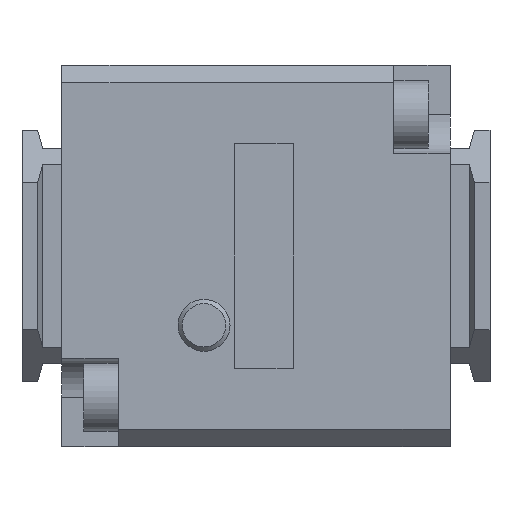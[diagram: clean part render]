
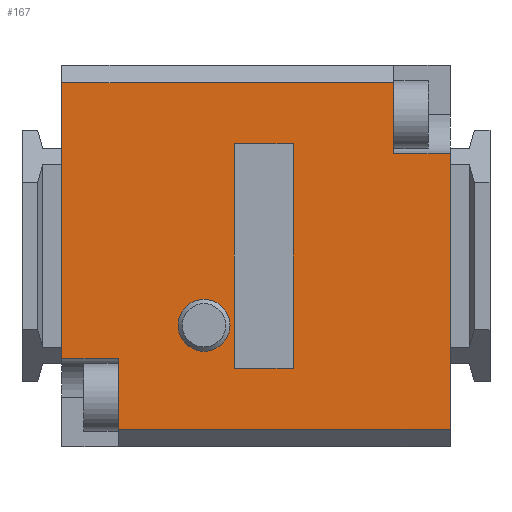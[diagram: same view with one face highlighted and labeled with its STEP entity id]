
A CAD part, front view. The second image highlights one B-rep face of the part: STEP entity #167.
In plain terms, the highlighted planar face has unit normal (0, -1, 0).
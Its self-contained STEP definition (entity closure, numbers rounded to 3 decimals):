
#167 = ADVANCED_FACE( '', ( #408, #409, #410 ), #411, .F. );
#408 = FACE_BOUND( '', #699, .T. );
#409 = FACE_BOUND( '', #700, .T. );
#410 = FACE_OUTER_BOUND( '', #701, .T. );
#411 = PLANE( '', #702 );
#699 = EDGE_LOOP( '', ( #1535 ) );
#700 = EDGE_LOOP( '', ( #1536, #1537, #1538, #1539 ) );
#701 = EDGE_LOOP( '', ( #1540, #1541, #1542, #1543, #1544, #1545, #1546, #1547 ) );
#702 = AXIS2_PLACEMENT_3D( '', #1548, #1549, #1550 );
#1535 = ORIENTED_EDGE( '', *, *, #2029, .F. );
#1536 = ORIENTED_EDGE( '', *, *, #1777, .F. );
#1537 = ORIENTED_EDGE( '', *, *, #2030, .T. );
#1538 = ORIENTED_EDGE( '', *, *, #1768, .F. );
#1539 = ORIENTED_EDGE( '', *, *, #2031, .F. );
#1540 = ORIENTED_EDGE( '', *, *, #1923, .F. );
#1541 = ORIENTED_EDGE( '', *, *, #1916, .T. );
#1542 = ORIENTED_EDGE( '', *, *, #2028, .F. );
#1543 = ORIENTED_EDGE( '', *, *, #2004, .F. );
#1544 = ORIENTED_EDGE( '', *, *, #1990, .F. );
#1545 = ORIENTED_EDGE( '', *, *, #1980, .F. );
#1546 = ORIENTED_EDGE( '', *, *, #2032, .T. );
#1547 = ORIENTED_EDGE( '', *, *, #2014, .T. );
#1548 = CARTESIAN_POINT( '', ( 22.4, -22., 20. ) );
#1549 = DIRECTION( '', ( 0., 1., 0. ) );
#1550 = DIRECTION( '', ( 0., 0., 1. ) );
#1768 = EDGE_CURVE( '', #2071, #2073, #2074, .T. );
#1777 = EDGE_CURVE( '', #2088, #2091, #2092, .T. );
#1916 = EDGE_CURVE( '', #2329, #2327, #2330, .T. );
#1923 = EDGE_CURVE( '', #2329, #2338, #2341, .T. );
#1980 = EDGE_CURVE( '', #2437, #2439, #2440, .T. );
#1990 = EDGE_CURVE( '', #2439, #2454, #2456, .T. );
#2004 = EDGE_CURVE( '', #2454, #2480, #2481, .T. );
#2014 = EDGE_CURVE( '', #2496, #2338, #2497, .T. );
#2028 = EDGE_CURVE( '', #2480, #2327, #2516, .T. );
#2029 = EDGE_CURVE( '', #2517, #2517, #2518, .F. );
#2030 = EDGE_CURVE( '', #2088, #2073, #2519, .T. );
#2031 = EDGE_CURVE( '', #2091, #2071, #2520, .T. );
#2032 = EDGE_CURVE( '', #2437, #2496, #2521, .T. );
#2071 = VERTEX_POINT( '', #2581 );
#2073 = VERTEX_POINT( '', #2584 );
#2074 = LINE( '', #2585, #2586 );
#2088 = VERTEX_POINT( '', #2606 );
#2091 = VERTEX_POINT( '', #2610 );
#2092 = LINE( '', #2611, #2612 );
#2327 = VERTEX_POINT( '', #2977 );
#2329 = VERTEX_POINT( '', #2980 );
#2330 = LINE( '', #2981, #2982 );
#2338 = VERTEX_POINT( '', #2994 );
#2341 = LINE( '', #2999, #3000 );
#2437 = VERTEX_POINT( '', #3144 );
#2439 = VERTEX_POINT( '', #3147 );
#2440 = LINE( '', #3148, #3149 );
#2454 = VERTEX_POINT( '', #3169 );
#2456 = LINE( '', #3172, #3173 );
#2480 = VERTEX_POINT( '', #3208 );
#2481 = LINE( '', #3209, #3210 );
#2496 = VERTEX_POINT( '', #3234 );
#2497 = LINE( '', #3235, #3236 );
#2516 = LINE( '', #3266, #3267 );
#2517 = VERTEX_POINT( '', #3268 );
#2518 = CIRCLE( '', #3269, 3. );
#2519 = LINE( '', #3270, #3271 );
#2520 = LINE( '', #3272, #3273 );
#2521 = LINE( '', #3274, #3275 );
#2581 = CARTESIAN_POINT( '', ( 4.3, -22., -12.95 ) );
#2584 = CARTESIAN_POINT( '', ( 4.3, -22., 12.95 ) );
#2585 = CARTESIAN_POINT( '', ( 4.3, -22., 20. ) );
#2586 = VECTOR( '', #3342, 1000. );
#2606 = CARTESIAN_POINT( '', ( -2.5, -22., 12.95 ) );
#2610 = CARTESIAN_POINT( '', ( -2.5, -22., -12.95 ) );
#2611 = CARTESIAN_POINT( '', ( -2.5, -22., 20. ) );
#2612 = VECTOR( '', #3353, 1000. );
#2977 = CARTESIAN_POINT( '', ( -15.9, -22., -20. ) );
#2980 = CARTESIAN_POINT( '', ( -15.9, -22., -11.8 ) );
#2981 = CARTESIAN_POINT( '', ( -15.9, -22., -11.8 ) );
#2982 = VECTOR( '', #3506, 1000. );
#2994 = CARTESIAN_POINT( '', ( -22.4, -22., -11.8 ) );
#2999 = CARTESIAN_POINT( '', ( -15.9, -22., -11.8 ) );
#3000 = VECTOR( '', #3513, 1000. );
#3144 = CARTESIAN_POINT( '', ( 15.9, -22., 20. ) );
#3147 = CARTESIAN_POINT( '', ( 15.9, -22., 11.8 ) );
#3148 = CARTESIAN_POINT( '', ( 15.9, -22., 20. ) );
#3149 = VECTOR( '', #3584, 1000. );
#3169 = CARTESIAN_POINT( '', ( 22.4, -22., 11.8 ) );
#3172 = CARTESIAN_POINT( '', ( 15.9, -22., 11.8 ) );
#3173 = VECTOR( '', #3598, 1000. );
#3208 = CARTESIAN_POINT( '', ( 22.4, -22., -20. ) );
#3209 = CARTESIAN_POINT( '', ( 22.4, -22., 20. ) );
#3210 = VECTOR( '', #3616, 1000. );
#3234 = CARTESIAN_POINT( '', ( -22.4, -22., 20. ) );
#3235 = CARTESIAN_POINT( '', ( -22.4, -22., 20. ) );
#3236 = VECTOR( '', #3626, 1000. );
#3266 = CARTESIAN_POINT( '', ( 22.4, -22., -20. ) );
#3267 = VECTOR( '', #3644, 1000. );
#3268 = CARTESIAN_POINT( '', ( -6., -22., -5. ) );
#3269 = AXIS2_PLACEMENT_3D( '', #3645, #3646, #3647 );
#3270 = CARTESIAN_POINT( '', ( 22.4, -22., 12.95 ) );
#3271 = VECTOR( '', #3648, 1000. );
#3272 = CARTESIAN_POINT( '', ( 22.4, -22., -12.95 ) );
#3273 = VECTOR( '', #3649, 1000. );
#3274 = CARTESIAN_POINT( '', ( 22.4, -22., 20. ) );
#3275 = VECTOR( '', #3650, 1000. );
#3342 = DIRECTION( '', ( 0., 0., 1. ) );
#3353 = DIRECTION( '', ( 0., 0., -1. ) );
#3506 = DIRECTION( '', ( 0., 0., -1. ) );
#3513 = DIRECTION( '', ( -1., 0., 0. ) );
#3584 = DIRECTION( '', ( 0., 0., -1. ) );
#3598 = DIRECTION( '', ( 1., 0., 0. ) );
#3616 = DIRECTION( '', ( 0., 0., -1. ) );
#3626 = DIRECTION( '', ( 0., 0., -1. ) );
#3644 = DIRECTION( '', ( -1., 0., 0. ) );
#3645 = CARTESIAN_POINT( '', ( -6., -22., -8. ) );
#3646 = DIRECTION( '', ( 0., 1., 0. ) );
#3647 = DIRECTION( '', ( 0., 0., 1. ) );
#3648 = DIRECTION( '', ( 1., 0., 0. ) );
#3649 = DIRECTION( '', ( 1., 0., 0. ) );
#3650 = DIRECTION( '', ( -1., 0., 0. ) );
